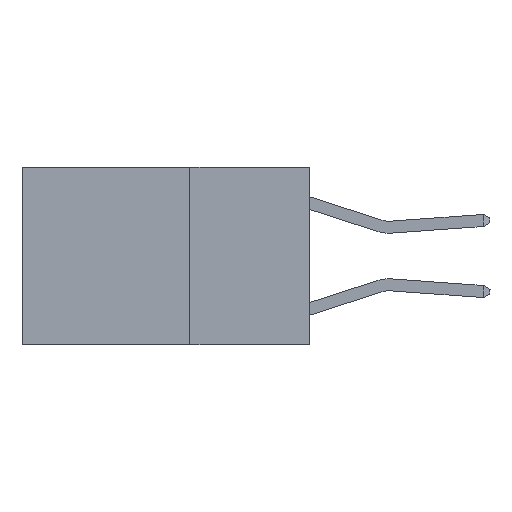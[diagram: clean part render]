
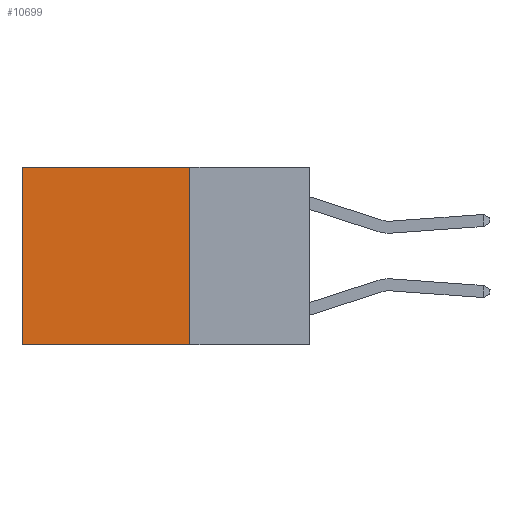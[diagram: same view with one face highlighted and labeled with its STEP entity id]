
A CAD part, left-side view. The second image highlights one B-rep face of the part: STEP entity #10699.
In plain terms, the highlighted planar face has unit normal (-1, 0, 0).
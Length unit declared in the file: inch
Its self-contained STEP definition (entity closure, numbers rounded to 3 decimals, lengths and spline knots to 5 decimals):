
#254 = VERTEX_POINT ( 'NONE', #4146 ) ;
#496 = EDGE_CURVE ( 'NONE', #1143, #254, #4644, .T. ) ;
#560 = LINE ( 'NONE', #2648, #6581 ) ;
#894 = ORIENTED_EDGE ( 'NONE', *, *, #496, .F. ) ;
#1143 = VERTEX_POINT ( 'NONE', #5171 ) ;
#1443 = EDGE_CURVE ( 'NONE', #1143, #4311, #4882, .T. ) ;
#1735 = VERTEX_POINT ( 'NONE', #2839 ) ;
#2196 = DIRECTION ( 'NONE',  ( 0., 1., 0. ) ) ;
#2387 = DIRECTION ( 'NONE',  ( 0., 0., -1. ) ) ;
#2648 = CARTESIAN_POINT ( 'NONE',  ( 0.2625, 0.25, -0.37 ) ) ;
#2759 = DIRECTION ( 'NONE',  ( 0., 1., 0. ) ) ;
#2839 = CARTESIAN_POINT ( 'NONE',  ( 0.2625, 0.6, -0.37 ) ) ;
#3113 = LINE ( 'NONE', #10965, #9673 ) ;
#3454 = EDGE_LOOP ( 'NONE', ( #9300, #9447, #894, #6962 ) ) ;
#3516 = EDGE_CURVE ( 'NONE', #254, #1735, #560, .T. ) ;
#4146 = CARTESIAN_POINT ( 'NONE',  ( 0.2625, 0.25, -0.37 ) ) ;
#4311 = VERTEX_POINT ( 'NONE', #9834 ) ;
#4644 = LINE ( 'NONE', #6902, #10138 ) ;
#4882 = LINE ( 'NONE', #4948, #7679 ) ;
#4948 = CARTESIAN_POINT ( 'NONE',  ( 0.2625, 0.25, 0. ) ) ;
#4959 = FACE_OUTER_BOUND ( 'NONE', #3454, .T. ) ;
#5171 = CARTESIAN_POINT ( 'NONE',  ( 0.2625, 0.25, 0. ) ) ;
#5449 = AXIS2_PLACEMENT_3D ( 'NONE', #9954, #10873, #8293 ) ;
#5668 = PLANE ( 'NONE',  #5449 ) ;
#6581 = VECTOR ( 'NONE', #2759, 39.37008 ) ;
#6902 = CARTESIAN_POINT ( 'NONE',  ( 0.2625, 0.25, 0. ) ) ;
#6962 = ORIENTED_EDGE ( 'NONE', *, *, #1443, .T. ) ;
#7679 = VECTOR ( 'NONE', #2196, 39.37008 ) ;
#8293 = DIRECTION ( 'NONE',  ( 0., 0., -1. ) ) ;
#9300 = ORIENTED_EDGE ( 'NONE', *, *, #9546, .T. ) ;
#9379 = DIRECTION ( 'NONE',  ( 0., 0., -1. ) ) ;
#9447 = ORIENTED_EDGE ( 'NONE', *, *, #3516, .F. ) ;
#9546 = EDGE_CURVE ( 'NONE', #4311, #1735, #3113, .T. ) ;
#9673 = VECTOR ( 'NONE', #2387, 39.37008 ) ;
#9834 = CARTESIAN_POINT ( 'NONE',  ( 0.2625, 0.6, 0. ) ) ;
#9954 = CARTESIAN_POINT ( 'NONE',  ( 0.2625, 0.25, 0. ) ) ;
#10138 = VECTOR ( 'NONE', #9379, 39.37008 ) ;
#10699 = ADVANCED_FACE ( 'NONE', ( #4959 ), #5668, .F. ) ;
#10873 = DIRECTION ( 'NONE',  ( 1., 0., 0. ) ) ;
#10965 = CARTESIAN_POINT ( 'NONE',  ( 0.2625, 0.6, 0. ) ) ;
